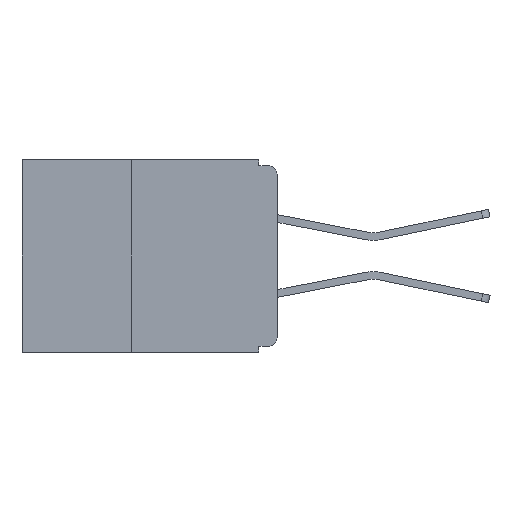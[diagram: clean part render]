
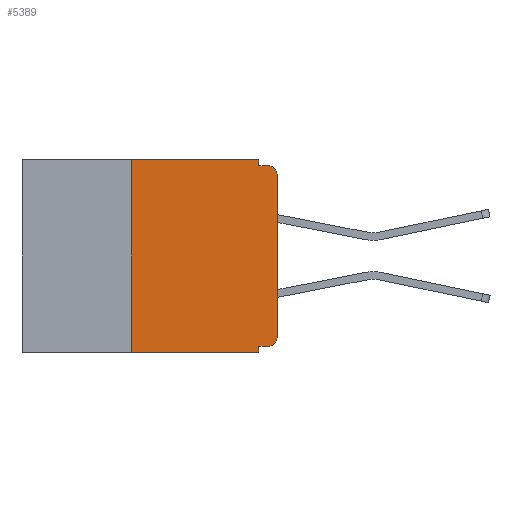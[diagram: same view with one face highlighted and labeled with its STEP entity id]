
A CAD part, left-side view. The second image highlights one B-rep face of the part: STEP entity #5389.
In plain terms, the highlighted planar face has unit normal (-1, 0, 0).
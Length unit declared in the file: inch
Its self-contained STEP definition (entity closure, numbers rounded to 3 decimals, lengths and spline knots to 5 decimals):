
#42 = CARTESIAN_POINT ( 'NONE',  ( 0., 0., -0.305 ) ) ;
#88 = CARTESIAN_POINT ( 'NONE',  ( 0., 0., 0. ) ) ;
#91 = VECTOR ( 'NONE', #1030, 39.37008 ) ;
#261 = CARTESIAN_POINT ( 'NONE',  ( 0., 0.437, 0. ) ) ;
#957 = DIRECTION ( 'NONE',  ( 0., 0., -1. ) ) ;
#1030 = DIRECTION ( 'NONE',  ( 0., 0., 1. ) ) ;
#1037 = VECTOR ( 'NONE', #6201, 39.37008 ) ;
#1197 = EDGE_CURVE ( 'NONE', #8976, #9291, #7438, .T. ) ;
#1263 = DIRECTION ( 'NONE',  ( 0., 0., -1. ) ) ;
#1411 = ORIENTED_EDGE ( 'NONE', *, *, #5952, .F. ) ;
#1447 = EDGE_CURVE ( 'NONE', #10016, #10609, #8633, .T. ) ;
#1468 = CIRCLE ( 'NONE', #7919, 0.015 ) ;
#1997 = DIRECTION ( 'NONE',  ( -1., 0., 0. ) ) ;
#2334 = AXIS2_PLACEMENT_3D ( 'NONE', #10692, #5989, #1263 ) ;
#2356 = FACE_OUTER_BOUND ( 'NONE', #4468, .T. ) ;
#2493 = ORIENTED_EDGE ( 'NONE', *, *, #4973, .F. ) ;
#2522 = DIRECTION ( 'NONE',  ( 0., 0., -1. ) ) ;
#2786 = VERTEX_POINT ( 'NONE', #42 ) ;
#3139 = VERTEX_POINT ( 'NONE', #3906 ) ;
#3321 = CARTESIAN_POINT ( 'NONE',  ( 0., 0., -0.025 ) ) ;
#3906 = CARTESIAN_POINT ( 'NONE',  ( 0., 0.015, -0.32 ) ) ;
#4263 = CARTESIAN_POINT ( 'NONE',  ( 0., 0.031, -0.32 ) ) ;
#4315 = ORIENTED_EDGE ( 'NONE', *, *, #6296, .T. ) ;
#4407 = VERTEX_POINT ( 'NONE', #4991 ) ;
#4468 = EDGE_LOOP ( 'NONE', ( #4315, #4653, #10157, #2493, #5226, #9832, #6291, #5275, #1411, #10179 ) ) ;
#4653 = ORIENTED_EDGE ( 'NONE', *, *, #12134, .T. ) ;
#4861 = LINE ( 'NONE', #88, #91 ) ;
#4894 = EDGE_CURVE ( 'NONE', #6698, #9291, #10486, .T. ) ;
#4944 = VECTOR ( 'NONE', #6368, 39.37008 ) ;
#4973 = EDGE_CURVE ( 'NONE', #7831, #10016, #11689, .T. ) ;
#4991 = CARTESIAN_POINT ( 'NONE',  ( 0., 0.25, 0. ) ) ;
#5163 = CARTESIAN_POINT ( 'NONE',  ( 0., 0.031, -0.01 ) ) ;
#5226 = ORIENTED_EDGE ( 'NONE', *, *, #11262, .F. ) ;
#5275 = ORIENTED_EDGE ( 'NONE', *, *, #1197, .F. ) ;
#5389 = ADVANCED_FACE ( 'NONE', ( #2356 ), #11669, .F. ) ;
#5858 = CARTESIAN_POINT ( 'NONE',  ( 0., 0.031, -0.33 ) ) ;
#5952 = EDGE_CURVE ( 'NONE', #3139, #8976, #8106, .T. ) ;
#5989 = DIRECTION ( 'NONE',  ( 1., 0., 0. ) ) ;
#6091 = CARTESIAN_POINT ( 'NONE',  ( 0., 0., -0.32 ) ) ;
#6201 = DIRECTION ( 'NONE',  ( 0., -1., 0. ) ) ;
#6291 = ORIENTED_EDGE ( 'NONE', *, *, #4894, .T. ) ;
#6296 = EDGE_CURVE ( 'NONE', #2786, #10039, #4861, .T. ) ;
#6368 = DIRECTION ( 'NONE',  ( 0., -1., 0. ) ) ;
#6503 = DIRECTION ( 'NONE',  ( 0., 0., -1. ) ) ;
#6544 = DIRECTION ( 'NONE',  ( -1., 0., 0. ) ) ;
#6698 = VERTEX_POINT ( 'NONE', #10326 ) ;
#6800 = EDGE_CURVE ( 'NONE', #6698, #4407, #8828, .T. ) ;
#6994 = VECTOR ( 'NONE', #2522, 39.37008 ) ;
#7219 = VECTOR ( 'NONE', #10143, 39.37008 ) ;
#7438 = LINE ( 'NONE', #11823, #6994 ) ;
#7484 = CARTESIAN_POINT ( 'NONE',  ( 0., 0.015, -0.305 ) ) ;
#7522 = VECTOR ( 'NONE', #8937, 39.37008 ) ;
#7831 = VERTEX_POINT ( 'NONE', #11319 ) ;
#7919 = AXIS2_PLACEMENT_3D ( 'NONE', #7484, #1997, #957 ) ;
#8106 = LINE ( 'NONE', #6091, #8257 ) ;
#8257 = VECTOR ( 'NONE', #10010, 39.37008 ) ;
#8502 = AXIS2_PLACEMENT_3D ( 'NONE', #12142, #6544, #6503 ) ;
#8633 = LINE ( 'NONE', #12048, #4944 ) ;
#8696 = CARTESIAN_POINT ( 'NONE',  ( 0., 0.437, -0.33 ) ) ;
#8828 = LINE ( 'NONE', #11851, #9125 ) ;
#8937 = DIRECTION ( 'NONE',  ( 0., -1., 0. ) ) ;
#8976 = VERTEX_POINT ( 'NONE', #4263 ) ;
#9125 = VECTOR ( 'NONE', #12011, 39.37008 ) ;
#9291 = VERTEX_POINT ( 'NONE', #5858 ) ;
#9452 = CARTESIAN_POINT ( 'NONE',  ( 0., 0.015, -0.01 ) ) ;
#9773 = LINE ( 'NONE', #261, #1037 ) ;
#9832 = ORIENTED_EDGE ( 'NONE', *, *, #6800, .F. ) ;
#10010 = DIRECTION ( 'NONE',  ( 0., 1., 0. ) ) ;
#10016 = VERTEX_POINT ( 'NONE', #5163 ) ;
#10039 = VERTEX_POINT ( 'NONE', #3321 ) ;
#10143 = DIRECTION ( 'NONE',  ( 0., 0., -1. ) ) ;
#10157 = ORIENTED_EDGE ( 'NONE', *, *, #1447, .F. ) ;
#10179 = ORIENTED_EDGE ( 'NONE', *, *, #11852, .T. ) ;
#10326 = CARTESIAN_POINT ( 'NONE',  ( 0., 0.25, -0.33 ) ) ;
#10486 = LINE ( 'NONE', #8696, #7522 ) ;
#10554 = CARTESIAN_POINT ( 'NONE',  ( 0., 0.031, 0. ) ) ;
#10609 = VERTEX_POINT ( 'NONE', #9452 ) ;
#10692 = CARTESIAN_POINT ( 'NONE',  ( 0., 0.437, 0. ) ) ;
#11262 = EDGE_CURVE ( 'NONE', #4407, #7831, #9773, .T. ) ;
#11319 = CARTESIAN_POINT ( 'NONE',  ( 0., 0.031, 0. ) ) ;
#11669 = PLANE ( 'NONE',  #2334 ) ;
#11689 = LINE ( 'NONE', #10554, #7219 ) ;
#11823 = CARTESIAN_POINT ( 'NONE',  ( 0., 0.031, -0.33 ) ) ;
#11851 = CARTESIAN_POINT ( 'NONE',  ( 0., 0.25, -0.33 ) ) ;
#11852 = EDGE_CURVE ( 'NONE', #3139, #2786, #1468, .T. ) ;
#12011 = DIRECTION ( 'NONE',  ( 0., 0., 1. ) ) ;
#12048 = CARTESIAN_POINT ( 'NONE',  ( 0., 0., -0.01 ) ) ;
#12100 = CIRCLE ( 'NONE', #8502, 0.015 ) ;
#12134 = EDGE_CURVE ( 'NONE', #10039, #10609, #12100, .T. ) ;
#12142 = CARTESIAN_POINT ( 'NONE',  ( 0., 0.015, -0.025 ) ) ;
